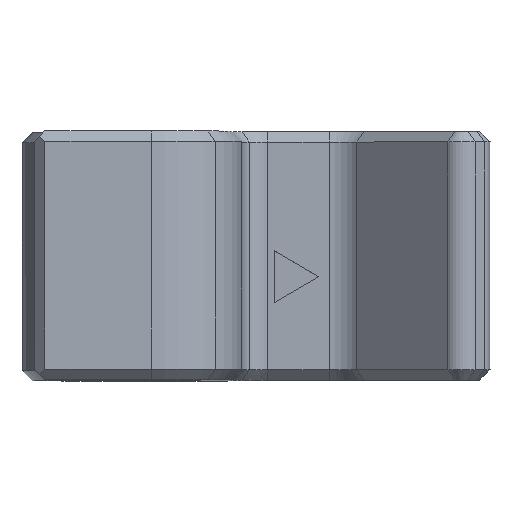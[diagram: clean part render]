
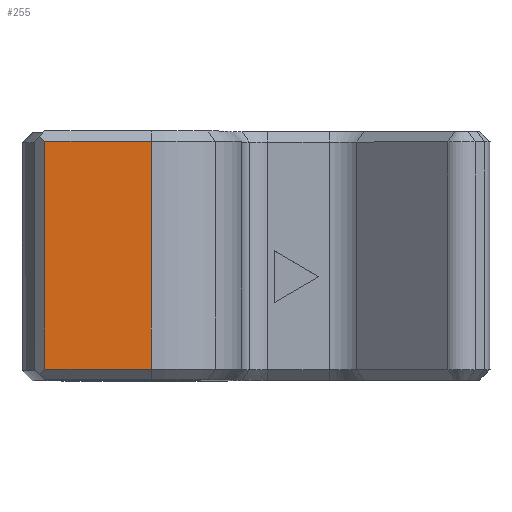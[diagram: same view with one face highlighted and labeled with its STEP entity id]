
A CAD part, top view. The second image highlights one B-rep face of the part: STEP entity #255.
In plain terms, the highlighted planar face has unit normal (0, 0, 1).
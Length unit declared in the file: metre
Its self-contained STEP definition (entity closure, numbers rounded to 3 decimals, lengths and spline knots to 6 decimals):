
#255=ADVANCED_FACE('0:2684',(#678),#679,.T.);
#678=FACE_OUTER_BOUND('',#2641,.T.);
#679=PLANE('',#2642);
#2641=EDGE_LOOP('',(#4101,#4102,#4103,#4104));
#2642=AXIS2_PLACEMENT_3D('',#4105,#4106,#4107);
#4101=ORIENTED_EDGE('',*,*,#4712,.F.);
#4102=ORIENTED_EDGE('',*,*,#4197,.F.);
#4103=ORIENTED_EDGE('',*,*,#4661,.T.);
#4104=ORIENTED_EDGE('',*,*,#4711,.F.);
#4105=CARTESIAN_POINT('',(0.291525,0.0083,0.035));
#4106=DIRECTION('',(0.0,0.0,1.0));
#4107=DIRECTION('',(1.0,0.0,0.0));
#4197=EDGE_CURVE('0:2896',#4767,#4769,#4770,.T.);
#4661=EDGE_CURVE('0:112',#4767,#5527,#5529,.T.);
#4711=EDGE_CURVE('0:2919',#5601,#5527,#5603,.T.);
#4712=EDGE_CURVE('0:10445',#4769,#5601,#5604,.T.);
#4767=VERTEX_POINT('',#5672);
#4769=VERTEX_POINT('',#5674);
#4770=LINE('',#5675,#5676);
#5527=VERTEX_POINT('',#7473);
#5529=LINE('',#7476,#7477);
#5601=VERTEX_POINT('',#7579);
#5603=LINE('',#7582,#7583);
#5604=LINE('',#7584,#7585);
#5672=CARTESIAN_POINT('',(0.288025,0.0095,0.035));
#5674=CARTESIAN_POINT('',(0.288025,0.0007,0.035));
#5675=CARTESIAN_POINT('',(0.288025,0.0095,0.035));
#5676=VECTOR('',#7653,1.0);
#7473=CARTESIAN_POINT('',(0.283925,0.0095,0.035));
#7476=CARTESIAN_POINT('',(0.288025,0.0095,0.035));
#7477=VECTOR('',#8117,1.0);
#7579=CARTESIAN_POINT('',(0.283925,0.0007,0.035));
#7582=CARTESIAN_POINT('',(0.283925,0.0083,0.035));
#7583=VECTOR('',#8203,1.0);
#7584=CARTESIAN_POINT('',(0.292,0.0007,0.035));
#7585=VECTOR('',#8204,1.0);
#7653=DIRECTION('',(0.0,-1.0,0.0));
#8117=DIRECTION('',(-1.0,0.0,0.0));
#8203=DIRECTION('',(0.0,1.0,-0.0));
#8204=DIRECTION('',(-1.0,-0.0,0.0));
